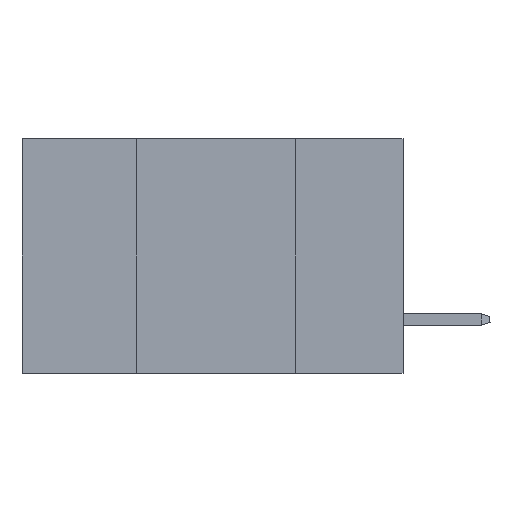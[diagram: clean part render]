
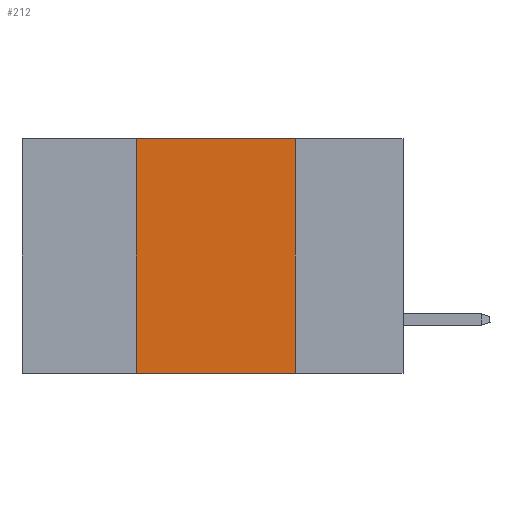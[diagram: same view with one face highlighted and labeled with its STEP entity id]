
A CAD part, left-side view. The second image highlights one B-rep face of the part: STEP entity #212.
In plain terms, the highlighted planar face has unit normal (-1, 0, 0).
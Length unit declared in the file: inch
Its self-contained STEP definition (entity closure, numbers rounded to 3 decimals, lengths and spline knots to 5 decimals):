
#212 = ADVANCED_FACE ( 'NONE', ( #9740 ), #9553, .F. ) ;
#988 = DIRECTION ( 'NONE',  ( 0., -1., 0. ) ) ;
#1529 = DIRECTION ( 'NONE',  ( 1., 0., 0. ) ) ;
#1610 = CARTESIAN_POINT ( 'NONE',  ( 0., 0.17, -0.37 ) ) ;
#2554 = VERTEX_POINT ( 'NONE', #22603 ) ;
#2560 = CARTESIAN_POINT ( 'NONE',  ( 0., 0.42, -0.37 ) ) ;
#2752 = CARTESIAN_POINT ( 'NONE',  ( 0., 0.17, 0. ) ) ;
#5572 = CARTESIAN_POINT ( 'NONE',  ( 0., 0.42, 0. ) ) ;
#7384 = EDGE_CURVE ( 'NONE', #20004, #13864, #16354, .T. ) ;
#7910 = VECTOR ( 'NONE', #21507, 39.37008 ) ;
#8265 = CARTESIAN_POINT ( 'NONE',  ( 0., 0.42, 0. ) ) ;
#8655 = ORIENTED_EDGE ( 'NONE', *, *, #34161, .F. ) ;
#9553 = PLANE ( 'NONE',  #21110 ) ;
#9740 = FACE_OUTER_BOUND ( 'NONE', #23155, .T. ) ;
#10343 = CARTESIAN_POINT ( 'NONE',  ( 0., 0.6, -0.37 ) ) ;
#11046 = LINE ( 'NONE', #10343, #7910 ) ;
#11191 = LINE ( 'NONE', #33536, #24746 ) ;
#13352 = LINE ( 'NONE', #2752, #25691 ) ;
#13864 = VERTEX_POINT ( 'NONE', #8265 ) ;
#14112 = EDGE_CURVE ( 'NONE', #13864, #2554, #11191, .T. ) ;
#14152 = DIRECTION ( 'NONE',  ( 0., 0., 1. ) ) ;
#16209 = EDGE_CURVE ( 'NONE', #20004, #17373, #11046, .T. ) ;
#16354 = LINE ( 'NONE', #5572, #24145 ) ;
#17373 = VERTEX_POINT ( 'NONE', #1610 ) ;
#19032 = DIRECTION ( 'NONE',  ( 0., 0., -1. ) ) ;
#20004 = VERTEX_POINT ( 'NONE', #2560 ) ;
#20906 = DIRECTION ( 'NONE',  ( 0., 0., -1. ) ) ;
#21110 = AXIS2_PLACEMENT_3D ( 'NONE', #34825, #1529, #20906 ) ;
#21507 = DIRECTION ( 'NONE',  ( 0., -1., 0. ) ) ;
#22603 = CARTESIAN_POINT ( 'NONE',  ( 0., 0.17, 0. ) ) ;
#23155 = EDGE_LOOP ( 'NONE', ( #8655, #30399, #32530, #34809 ) ) ;
#24145 = VECTOR ( 'NONE', #14152, 39.37008 ) ;
#24746 = VECTOR ( 'NONE', #988, 39.37008 ) ;
#25691 = VECTOR ( 'NONE', #19032, 39.37008 ) ;
#30399 = ORIENTED_EDGE ( 'NONE', *, *, #14112, .F. ) ;
#32530 = ORIENTED_EDGE ( 'NONE', *, *, #7384, .F. ) ;
#33536 = CARTESIAN_POINT ( 'NONE',  ( 0., 0.6, 0. ) ) ;
#34161 = EDGE_CURVE ( 'NONE', #2554, #17373, #13352, .T. ) ;
#34809 = ORIENTED_EDGE ( 'NONE', *, *, #16209, .T. ) ;
#34825 = CARTESIAN_POINT ( 'NONE',  ( 0., 0.6, 0. ) ) ;
